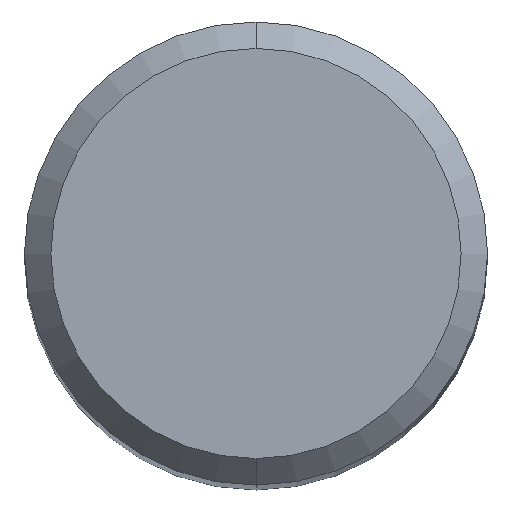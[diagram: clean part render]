
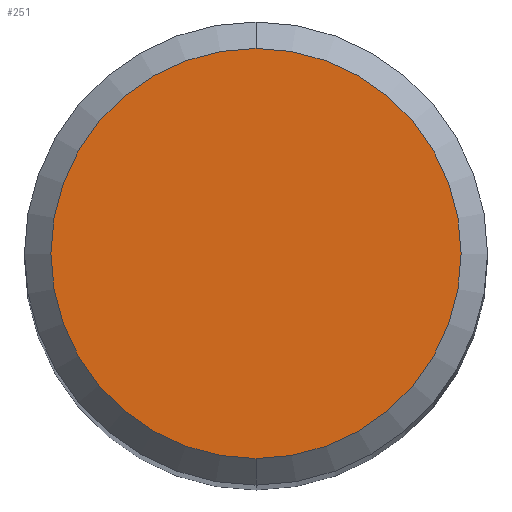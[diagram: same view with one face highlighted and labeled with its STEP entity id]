
A CAD part, top view. The second image highlights one B-rep face of the part: STEP entity #251.
In plain terms, the highlighted planar face has unit normal (0, 0, 1).
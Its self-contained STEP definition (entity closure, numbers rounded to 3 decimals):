
#191=EDGE_CURVE('',#247,#201,#485,.T.);
#201=VERTEX_POINT('',#495);
#247=VERTEX_POINT('',#546);
#251=ADVANCED_FACE('',(#550),#551,.T.);
#395=EDGE_CURVE('',#201,#247,#708,.T.);
#485=CIRCLE('',#811,3.1);
#495=CARTESIAN_POINT('',(0.,-3.1,41.74));
#546=CARTESIAN_POINT('',(0.0,3.1,41.74));
#550=FACE_OUTER_BOUND('',#955,.T.);
#551=PLANE('',#956);
#708=CIRCLE('',#1314,3.1);
#811=AXIS2_PLACEMENT_3D('',#1435,#1436,#1437);
#955=EDGE_LOOP('',(#1502,#1503));
#956=AXIS2_PLACEMENT_3D('',#1504,#1505,#1506);
#1314=AXIS2_PLACEMENT_3D('',#1668,#1669,#1670);
#1435=CARTESIAN_POINT('',(0.0,0.0,41.74));
#1436=DIRECTION('',(0.0,0.0,-1.0));
#1437=DIRECTION('',(0.0,1.0,0.0));
#1502=ORIENTED_EDGE('',*,*,#191,.F.);
#1503=ORIENTED_EDGE('',*,*,#395,.F.);
#1504=CARTESIAN_POINT('',(0.0,1.55,41.74));
#1505=DIRECTION('',(-0.0,0.0,1.0));
#1506=DIRECTION('',(0.0,-1.0,0.0));
#1668=CARTESIAN_POINT('',(0.0,0.0,41.74));
#1669=DIRECTION('',(0.0,0.0,-1.0));
#1670=DIRECTION('',(0.0,1.0,0.0));
